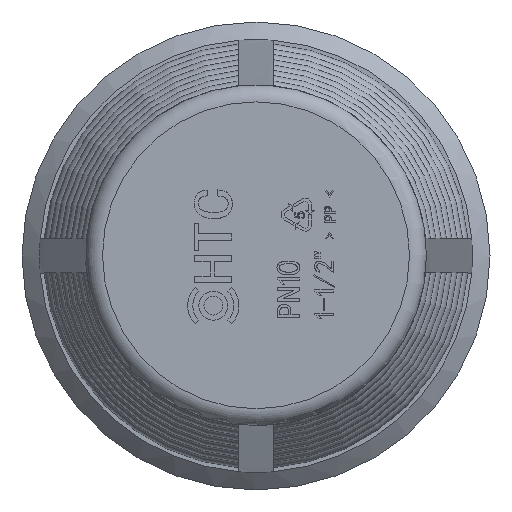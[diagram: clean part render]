
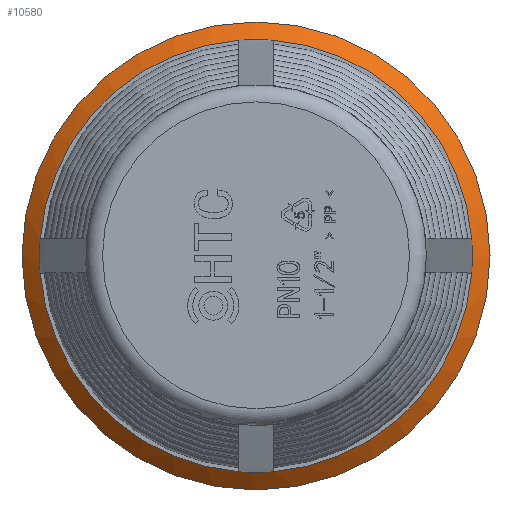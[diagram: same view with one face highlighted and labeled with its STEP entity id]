
A CAD part, top view. The second image highlights one B-rep face of the part: STEP entity #10580.
In plain terms, the highlighted conical face has half-angle 48.887 degrees and reference radius 25.338 mm.
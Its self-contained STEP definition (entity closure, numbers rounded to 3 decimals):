
#4924=CONICAL_SURFACE('',#22553,25.338,48.887);
#10580=ADVANCED_FACE('',(#11816,#11817),#4924,.T.);
#11816=FACE_BOUND('',#12043,.T.);
#11817=FACE_BOUND('',#12044,.T.);
#12043=EDGE_LOOP('',(#13638));
#12044=EDGE_LOOP('',(#13639,#13640,#13641,#13642,#13643,#13644,#13645,#13646));
#13638=ORIENTED_EDGE('',*,*,#20145,.F.);
#13639=ORIENTED_EDGE('',*,*,#19859,.F.);
#13640=ORIENTED_EDGE('',*,*,#20138,.T.);
#13641=ORIENTED_EDGE('',*,*,#20146,.F.);
#13642=ORIENTED_EDGE('',*,*,#20144,.T.);
#13643=ORIENTED_EDGE('',*,*,#20147,.F.);
#13644=ORIENTED_EDGE('',*,*,#20142,.T.);
#13645=ORIENTED_EDGE('',*,*,#19845,.F.);
#13646=ORIENTED_EDGE('',*,*,#20140,.T.);
#18077=VERTEX_POINT('',#29090);
#18082=VERTEX_POINT('',#29122);
#18085=VERTEX_POINT('',#29152);
#18090=VERTEX_POINT('',#29184);
#18260=VERTEX_POINT('',#30840);
#18262=VERTEX_POINT('',#30866);
#18264=VERTEX_POINT('',#30890);
#18266=VERTEX_POINT('',#30916);
#18268=VERTEX_POINT('',#30950);
#19845=EDGE_CURVE('',#18082,#18077,#22155,.T.);
#19859=EDGE_CURVE('',#18090,#18085,#22159,.T.);
#20138=EDGE_CURVE('',#18090,#18262,#22226,.T.);
#20140=EDGE_CURVE('',#18082,#18085,#22228,.T.);
#20142=EDGE_CURVE('',#18264,#18077,#22230,.T.);
#20144=EDGE_CURVE('',#18260,#18266,#22232,.T.);
#20145=EDGE_CURVE('',#18268,#18268,#22233,.T.);
#20146=EDGE_CURVE('',#18260,#18262,#22234,.T.);
#20147=EDGE_CURVE('',#18264,#18266,#22235,.T.);
#22155=CIRCLE('',#22398,25.338);
#22159=CIRCLE('',#22406,25.338);
#22226=CIRCLE('',#22542,25.338);
#22228=CIRCLE('',#22544,25.338);
#22230=CIRCLE('',#22546,25.338);
#22232=CIRCLE('',#22548,25.338);
#22233=CIRCLE('',#22550,27.4);
#22234=CIRCLE('',#22551,25.338);
#22235=CIRCLE('',#22552,25.338);
#22398=AXIS2_PLACEMENT_3D('',#29146,#23599,#23600);
#22406=AXIS2_PLACEMENT_3D('',#29208,#23621,#23622);
#22542=AXIS2_PLACEMENT_3D('',#30941,#23993,#23994);
#22544=AXIS2_PLACEMENT_3D('',#30943,#23997,#23998);
#22546=AXIS2_PLACEMENT_3D('',#30945,#24001,#24002);
#22548=AXIS2_PLACEMENT_3D('',#30947,#24005,#24006);
#22550=AXIS2_PLACEMENT_3D('',#30949,#24009,#24010);
#22551=AXIS2_PLACEMENT_3D('',#30951,#24011,#24012);
#22552=AXIS2_PLACEMENT_3D('',#30952,#24013,#24014);
#22553=AXIS2_PLACEMENT_3D('',#30953,#24015,#24016);
#23599=DIRECTION('',(0.,0.,1.));
#23600=DIRECTION('',(-1.,0.,0.));
#23621=DIRECTION('',(0.,0.,1.));
#23622=DIRECTION('',(-1.,0.,0.));
#23993=DIRECTION('',(0.,0.,-1.));
#23994=DIRECTION('',(1.,0.,0.));
#23997=DIRECTION('',(0.,0.,-1.));
#23998=DIRECTION('',(1.,0.,0.));
#24001=DIRECTION('',(0.,0.,-1.));
#24002=DIRECTION('',(1.,0.,0.));
#24005=DIRECTION('',(0.,0.,-1.));
#24006=DIRECTION('',(1.,0.,0.));
#24009=DIRECTION('',(0.,0.,-1.));
#24010=DIRECTION('',(-1.,0.,0.));
#24011=DIRECTION('',(0.,0.,1.));
#24012=DIRECTION('',(1.,0.,0.));
#24013=DIRECTION('',(0.,0.,1.));
#24014=DIRECTION('',(-1.,0.,0.));
#24015=DIRECTION('',(0.,0.,-1.));
#24016=DIRECTION('',(-1.,0.,0.));
#29090=CARTESIAN_POINT('',(-2.,-25.259,-13.9));
#29122=CARTESIAN_POINT('',(-25.259,-2.,-13.9));
#29146=CARTESIAN_POINT('',(0.,0.,-13.9));
#29152=CARTESIAN_POINT('',(-25.259,2.,-13.9));
#29184=CARTESIAN_POINT('',(-2.,25.259,-13.9));
#29208=CARTESIAN_POINT('',(0.,0.,-13.9));
#30840=CARTESIAN_POINT('',(25.259,2.,-13.9));
#30866=CARTESIAN_POINT('',(2.,25.259,-13.9));
#30890=CARTESIAN_POINT('',(2.,-25.259,-13.9));
#30916=CARTESIAN_POINT('',(25.259,-2.,-13.9));
#30941=CARTESIAN_POINT('',(0.,0.,-13.9));
#30943=CARTESIAN_POINT('',(0.,0.,-13.9));
#30945=CARTESIAN_POINT('',(0.,0.,-13.9));
#30947=CARTESIAN_POINT('',(0.,0.,-13.9));
#30949=CARTESIAN_POINT('',(0.,0.,-15.7));
#30950=CARTESIAN_POINT('',(-27.4,0.,-15.7));
#30951=CARTESIAN_POINT('',(0.,0.,-13.9));
#30952=CARTESIAN_POINT('',(0.,0.,-13.9));
#30953=CARTESIAN_POINT('',(0.,0.,-13.9));
